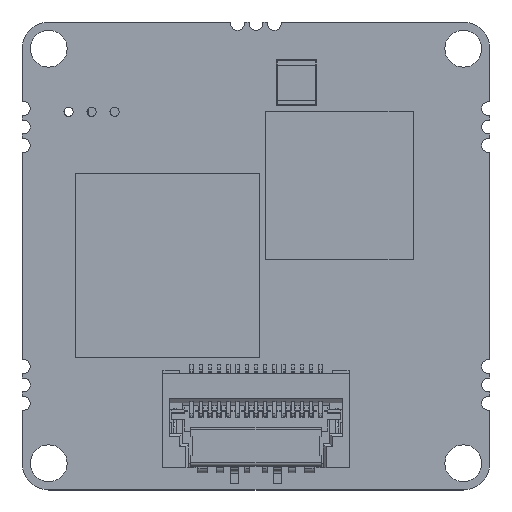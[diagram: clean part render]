
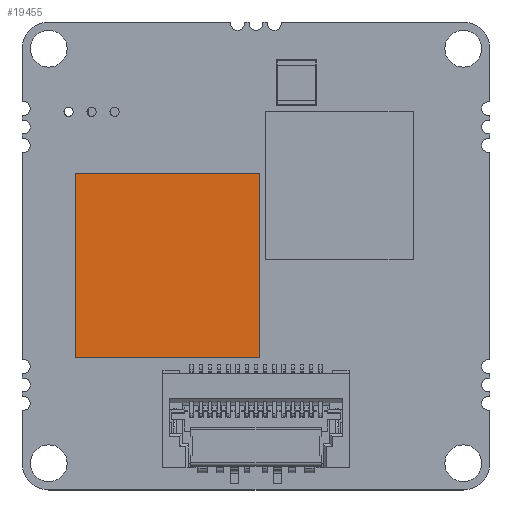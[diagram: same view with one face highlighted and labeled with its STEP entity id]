
A CAD part, top view. The second image highlights one B-rep face of the part: STEP entity #19455.
In plain terms, the highlighted planar face has unit normal (0, 0, 1).
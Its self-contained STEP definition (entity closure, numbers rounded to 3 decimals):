
#330=LINE('',#66251,#3673);
#333=LINE('',#66257,#3676);
#336=LINE('',#66263,#3679);
#339=LINE('',#66269,#3682);
#3673=VECTOR('',#54873,1.);
#3676=VECTOR('',#54878,1.);
#3679=VECTOR('',#54883,1.);
#3682=VECTOR('',#54888,1.);
#16987=PLANE('',#49906);
#19455=ADVANCED_FACE('',(#22389),#16987,.F.);
#22389=FACE_OUTER_BOUND('',#24533,.T.);
#24533=EDGE_LOOP('',(#28965,#28966,#28967,#28968));
#28965=ORIENTED_EDGE('',*,*,#42760,.F.);
#28966=ORIENTED_EDGE('',*,*,#42757,.F.);
#28967=ORIENTED_EDGE('',*,*,#42754,.F.);
#28968=ORIENTED_EDGE('',*,*,#42751,.F.);
#38784=VERTEX_POINT('',#66250);
#38785=VERTEX_POINT('',#66252);
#38787=VERTEX_POINT('',#66258);
#38789=VERTEX_POINT('',#66264);
#42751=EDGE_CURVE('',#38784,#38785,#330,.T.);
#42754=EDGE_CURVE('',#38785,#38787,#333,.T.);
#42757=EDGE_CURVE('',#38787,#38789,#336,.T.);
#42760=EDGE_CURVE('',#38789,#38784,#339,.T.);
#49906=AXIS2_PLACEMENT_3D('',#66273,#54894,#54895);
#54873=DIRECTION('',(-1.,0.,0.));
#54878=DIRECTION('',(0.,1.,0.));
#54883=DIRECTION('',(1.,0.,0.));
#54888=DIRECTION('',(0.,-1.,0.));
#54894=DIRECTION('',(0.,0.,-1.));
#54895=DIRECTION('',(-1.,0.,0.));
#66250=CARTESIAN_POINT('',(0.2,-5.5,1.2));
#66251=CARTESIAN_POINT('',(0.2,-5.5,1.2));
#66252=CARTESIAN_POINT('',(-9.8,-5.5,1.2));
#66257=CARTESIAN_POINT('',(-9.8,-5.5,1.2));
#66258=CARTESIAN_POINT('',(-9.8,4.5,1.2));
#66263=CARTESIAN_POINT('',(-9.8,4.5,1.2));
#66264=CARTESIAN_POINT('',(0.2,4.5,1.2));
#66269=CARTESIAN_POINT('',(0.2,4.5,1.2));
#66273=CARTESIAN_POINT('',(-4.8,-0.5,1.2));
